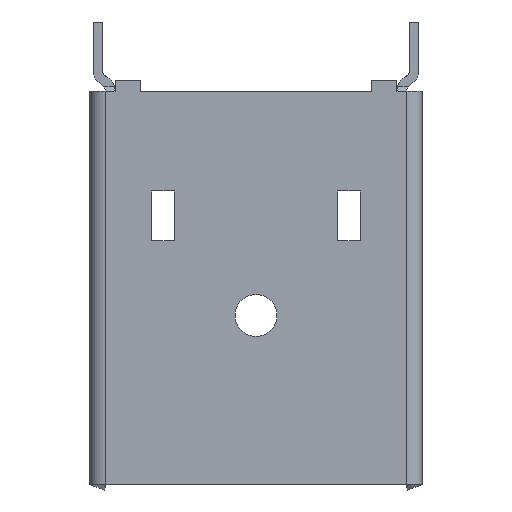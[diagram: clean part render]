
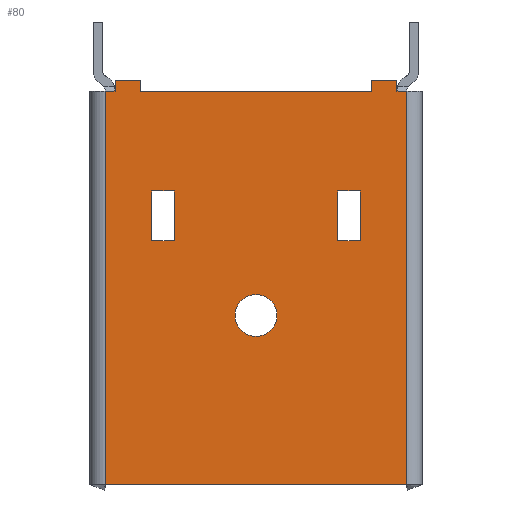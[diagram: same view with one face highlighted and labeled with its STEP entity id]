
A CAD part, front view. The second image highlights one B-rep face of the part: STEP entity #80.
In plain terms, the highlighted planar face has unit normal (0, -1, 0).
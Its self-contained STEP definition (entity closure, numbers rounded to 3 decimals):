
#80=ADVANCED_FACE('NONE',(#248,#249,#250,#251),#252,.F.);
#248=FACE_OUTER_BOUND('',#558,.T.);
#249=FACE_BOUND('',#559,.T.);
#250=FACE_BOUND('',#560,.T.);
#251=FACE_BOUND('',#561,.T.);
#252=PLANE('',#562);
#558=EDGE_LOOP('',(#1750,#1751,#1752,#1753,#1754,#1755,#1756,#1757,#1758,#1759,#1760,#1761));
#559=EDGE_LOOP('',(#1762,#1763,#1764,#1765));
#560=EDGE_LOOP('',(#1766,#1767,#1768,#1769));
#561=EDGE_LOOP('',(#1770,#1771));
#562=AXIS2_PLACEMENT_3D('',#1772,#1773,#1774);
#1750=ORIENTED_EDGE('',*,*,#2818,.T.);
#1751=ORIENTED_EDGE('',*,*,#2819,.T.);
#1752=ORIENTED_EDGE('',*,*,#2760,.F.);
#1753=ORIENTED_EDGE('',*,*,#2820,.T.);
#1754=ORIENTED_EDGE('',*,*,#2821,.T.);
#1755=ORIENTED_EDGE('',*,*,#2822,.T.);
#1756=ORIENTED_EDGE('',*,*,#2823,.F.);
#1757=ORIENTED_EDGE('',*,*,#2824,.T.);
#1758=ORIENTED_EDGE('',*,*,#2825,.T.);
#1759=ORIENTED_EDGE('',*,*,#2826,.T.);
#1760=ORIENTED_EDGE('',*,*,#2782,.F.);
#1761=ORIENTED_EDGE('',*,*,#2827,.T.);
#1762=ORIENTED_EDGE('',*,*,#2828,.T.);
#1763=ORIENTED_EDGE('',*,*,#2829,.T.);
#1764=ORIENTED_EDGE('',*,*,#2830,.T.);
#1765=ORIENTED_EDGE('',*,*,#2831,.T.);
#1766=ORIENTED_EDGE('',*,*,#2832,.T.);
#1767=ORIENTED_EDGE('',*,*,#2833,.T.);
#1768=ORIENTED_EDGE('',*,*,#2834,.T.);
#1769=ORIENTED_EDGE('',*,*,#2835,.T.);
#1770=ORIENTED_EDGE('',*,*,#2836,.T.);
#1771=ORIENTED_EDGE('',*,*,#2755,.T.);
#1772=CARTESIAN_POINT('',(0.0,0.0,30.0));
#1773=DIRECTION('',(-0.0,1.0,0.0));
#1774=DIRECTION('',(1.0,0.0,0.0));
#2755=EDGE_CURVE('NONE',#3178,#3179,#3180,.T.);
#2760=EDGE_CURVE('NONE',#3186,#3189,#3190,.T.);
#2782=EDGE_CURVE('NONE',#3231,#3218,#3233,.T.);
#2818=EDGE_CURVE('NONE',#3300,#3301,#3302,.T.);
#2819=EDGE_CURVE('NONE',#3301,#3189,#3303,.T.);
#2820=EDGE_CURVE('NONE',#3186,#3304,#3305,.T.);
#2821=EDGE_CURVE('NONE',#3304,#3306,#3307,.T.);
#2822=EDGE_CURVE('NONE',#3306,#3308,#3309,.T.);
#2823=EDGE_CURVE('NONE',#3310,#3308,#3311,.T.);
#2824=EDGE_CURVE('NONE',#3310,#3312,#3313,.T.);
#2825=EDGE_CURVE('NONE',#3312,#3314,#3315,.T.);
#2826=EDGE_CURVE('NONE',#3314,#3218,#3316,.T.);
#2827=EDGE_CURVE('NONE',#3231,#3300,#3317,.T.);
#2828=EDGE_CURVE('NONE',#3318,#3319,#3320,.T.);
#2829=EDGE_CURVE('NONE',#3319,#3321,#3322,.T.);
#2830=EDGE_CURVE('NONE',#3321,#3323,#3324,.T.);
#2831=EDGE_CURVE('NONE',#3323,#3318,#3325,.T.);
#2832=EDGE_CURVE('NONE',#3326,#3327,#3328,.T.);
#2833=EDGE_CURVE('NONE',#3327,#3329,#3330,.T.);
#2834=EDGE_CURVE('NONE',#3329,#3331,#3332,.T.);
#2835=EDGE_CURVE('NONE',#3331,#3326,#3333,.T.);
#2836=EDGE_CURVE('NONE',#3179,#3178,#3334,.T.);
#3178=VERTEX_POINT('NONE',#3899);
#3179=VERTEX_POINT('NONE',#3900);
#3180=CIRCLE('',#3901,1.6);
#3186=VERTEX_POINT('NONE',#3909);
#3189=VERTEX_POINT('NONE',#3913);
#3190=LINE('',#3914,#3915);
#3218=VERTEX_POINT('NONE',#3955);
#3231=VERTEX_POINT('NONE',#3973);
#3233=LINE('',#3975,#3976);
#3300=VERTEX_POINT('NONE',#4086);
#3301=VERTEX_POINT('NONE',#4087);
#3302=LINE('',#4088,#4089);
#3303=LINE('',#4090,#4091);
#3304=VERTEX_POINT('NONE',#4092);
#3305=LINE('',#4093,#4094);
#3306=VERTEX_POINT('NONE',#4095);
#3307=LINE('',#4096,#4097);
#3308=VERTEX_POINT('NONE',#4098);
#3309=LINE('',#4099,#4100);
#3310=VERTEX_POINT('NONE',#4101);
#3311=LINE('',#4102,#4103);
#3312=VERTEX_POINT('NONE',#4104);
#3313=LINE('',#4105,#4106);
#3314=VERTEX_POINT('NONE',#4107);
#3315=LINE('',#4108,#4109);
#3316=LINE('',#4110,#4111);
#3317=LINE('',#4112,#4113);
#3318=VERTEX_POINT('NONE',#4114);
#3319=VERTEX_POINT('NONE',#4115);
#3320=LINE('',#4116,#4117);
#3321=VERTEX_POINT('NONE',#4118);
#3322=LINE('',#4119,#4120);
#3323=VERTEX_POINT('NONE',#4121);
#3324=LINE('',#4122,#4123);
#3325=LINE('',#4124,#4125);
#3326=VERTEX_POINT('NONE',#4126);
#3327=VERTEX_POINT('NONE',#4127);
#3328=LINE('',#4128,#4129);
#3329=VERTEX_POINT('NONE',#4130);
#3330=LINE('',#4131,#4132);
#3331=VERTEX_POINT('NONE',#4133);
#3332=LINE('',#4134,#4135);
#3333=LINE('',#4136,#4137);
#3334=CIRCLE('',#4138,1.6);
#3899=CARTESIAN_POINT('',(12.7,0.0,11.3));
#3900=CARTESIAN_POINT('',(12.7,0.0,14.5));
#3901=AXIS2_PLACEMENT_3D('',#4989,#4990,#4991);
#3909=CARTESIAN_POINT('',(23.462,0.0,30.0));
#3913=CARTESIAN_POINT('',(24.2,0.0,30.0));
#3914=CARTESIAN_POINT('',(0.0,0.0,30.0));
#3915=VECTOR('',#4998,1000.0);
#3955=CARTESIAN_POINT('',(1.938,0.0,30.0));
#3973=CARTESIAN_POINT('',(1.2,0.0,30.0));
#3975=CARTESIAN_POINT('',(0.0,0.0,30.0));
#3976=VECTOR('',#5028,1000.0);
#4086=CARTESIAN_POINT('',(1.2,0.0,0.0));
#4087=CARTESIAN_POINT('',(24.2,0.0,0.0));
#4088=CARTESIAN_POINT('',(0.0,0.0,0.0));
#4089=VECTOR('',#5072,1000.0);
#4090=CARTESIAN_POINT('',(24.2,0.0,30.0));
#4091=VECTOR('',#5073,1000.0);
#4092=CARTESIAN_POINT('',(23.462,0.0,30.868));
#4093=CARTESIAN_POINT('',(23.462,0.0,30.0));
#4094=VECTOR('',#5074,1000.0);
#4095=CARTESIAN_POINT('',(21.547,0.0,30.868));
#4096=CARTESIAN_POINT('',(23.462,0.0,30.868));
#4097=VECTOR('',#5075,1000.0);
#4098=CARTESIAN_POINT('',(21.547,0.0,30.0));
#4099=CARTESIAN_POINT('',(21.547,0.0,30.0));
#4100=VECTOR('',#5076,1000.0);
#4101=CARTESIAN_POINT('',(3.853,0.0,30.0));
#4102=CARTESIAN_POINT('',(0.0,0.0,30.0));
#4103=VECTOR('',#5077,1000.0);
#4104=CARTESIAN_POINT('',(3.853,0.0,30.868));
#4105=CARTESIAN_POINT('',(3.853,0.0,30.0));
#4106=VECTOR('',#5078,1000.0);
#4107=CARTESIAN_POINT('',(1.938,0.0,30.868));
#4108=CARTESIAN_POINT('',(1.938,0.0,30.868));
#4109=VECTOR('',#5079,1000.0);
#4110=CARTESIAN_POINT('',(1.938,0.0,30.0));
#4111=VECTOR('',#5080,1000.0);
#4112=CARTESIAN_POINT('',(1.2,0.0,30.0));
#4113=VECTOR('',#5081,1000.0);
#4114=CARTESIAN_POINT('',(20.65,0.0,22.4));
#4115=CARTESIAN_POINT('',(20.65,0.0,18.6));
#4116=CARTESIAN_POINT('',(20.65,0.0,18.6));
#4117=VECTOR('',#5082,1000.0);
#4118=CARTESIAN_POINT('',(18.95,0.0,18.6));
#4119=CARTESIAN_POINT('',(20.65,0.0,18.6));
#4120=VECTOR('',#5083,1000.0);
#4121=CARTESIAN_POINT('',(18.95,0.0,22.4));
#4122=CARTESIAN_POINT('',(18.95,0.0,18.6));
#4123=VECTOR('',#5084,1000.0);
#4124=CARTESIAN_POINT('',(20.65,0.0,22.4));
#4125=VECTOR('',#5085,1000.0);
#4126=CARTESIAN_POINT('',(6.45,0.0,18.6));
#4127=CARTESIAN_POINT('',(4.75,0.0,18.6));
#4128=CARTESIAN_POINT('',(4.75,0.0,18.6));
#4129=VECTOR('',#5086,1000.0);
#4130=CARTESIAN_POINT('',(4.75,0.0,22.4));
#4131=CARTESIAN_POINT('',(4.75,0.0,18.6));
#4132=VECTOR('',#5087,1000.0);
#4133=CARTESIAN_POINT('',(6.45,0.0,22.4));
#4134=CARTESIAN_POINT('',(4.75,0.0,22.4));
#4135=VECTOR('',#5088,1000.0);
#4136=CARTESIAN_POINT('',(6.45,0.0,18.6));
#4137=VECTOR('',#5089,1000.0);
#4138=AXIS2_PLACEMENT_3D('',#5090,#5091,#5092);
#4989=CARTESIAN_POINT('',(12.7,0.0,12.9));
#4990=DIRECTION('',(0.0,1.0,0.0));
#4991=DIRECTION('',(0.0,0.0,1.0));
#4998=DIRECTION('',(1.0,0.0,0.0));
#5028=DIRECTION('',(1.0,0.0,0.0));
#5072=DIRECTION('',(1.0,0.0,0.0));
#5073=DIRECTION('',(-0.0,-0.0,1.0));
#5074=DIRECTION('',(0.0,0.0,1.0));
#5075=DIRECTION('',(-1.0,0.0,0.0));
#5076=DIRECTION('',(0.0,0.0,-1.0));
#5077=DIRECTION('',(1.0,0.0,0.0));
#5078=DIRECTION('',(0.0,0.0,1.0));
#5079=DIRECTION('',(-1.0,0.0,0.0));
#5080=DIRECTION('',(0.0,0.0,-1.0));
#5081=DIRECTION('',(0.0,0.0,-1.0));
#5082=DIRECTION('',(-0.0,-0.0,-1.0));
#5083=DIRECTION('',(-1.0,0.0,0.0));
#5084=DIRECTION('',(0.0,0.0,1.0));
#5085=DIRECTION('',(1.0,-0.0,-0.0));
#5086=DIRECTION('',(-1.0,-0.0,-0.0));
#5087=DIRECTION('',(0.0,0.0,1.0));
#5088=DIRECTION('',(1.0,0.0,0.0));
#5089=DIRECTION('',(-0.0,-0.0,-1.0));
#5090=CARTESIAN_POINT('',(12.7,0.0,12.9));
#5091=DIRECTION('',(0.0,1.0,0.0));
#5092=DIRECTION('',(0.0,0.0,1.0));
